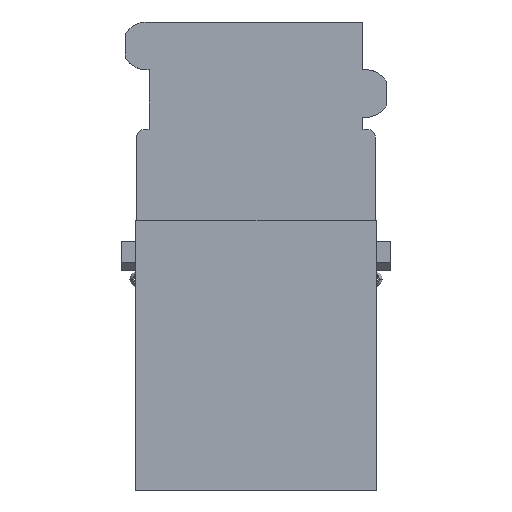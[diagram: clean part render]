
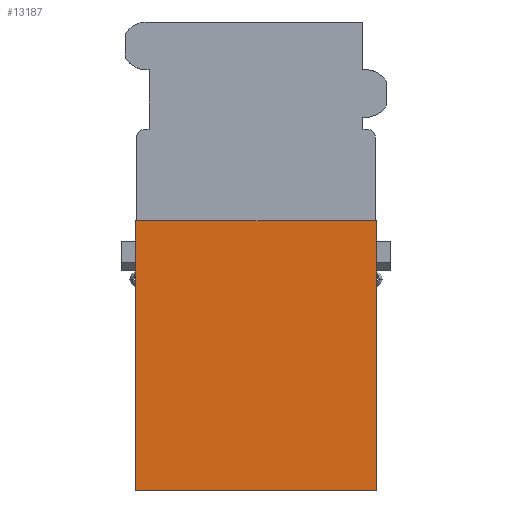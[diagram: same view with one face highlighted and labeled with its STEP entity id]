
A CAD part, left-side view. The second image highlights one B-rep face of the part: STEP entity #13187.
In plain terms, the highlighted planar face has unit normal (-1, 0, 0).
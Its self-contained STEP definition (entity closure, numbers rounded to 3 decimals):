
#13174=AXIS2_PLACEMENT_3D('Plane Axis2P3D',#13171,#13172,#13173) ;
#12658=CARTESIAN_POINT('Vertex',(0.,32.075,33.85)) ;
#12700=CARTESIAN_POINT('Vertex',(0.,32.075,0.)) ;
#12703=CARTESIAN_POINT('Line Origine',(0.,32.075,16.925)) ;
#12900=CARTESIAN_POINT('Line Origine',(0.,16.925,33.85)) ;
#12904=CARTESIAN_POINT('Vertex',(0.,1.775,33.85)) ;
#13050=CARTESIAN_POINT('Vertex',(0.,1.775,0.)) ;
#13053=CARTESIAN_POINT('Line Origine',(0.,16.925,0.)) ;
#13171=CARTESIAN_POINT('Axis2P3D Location',(0.,31.925,14.85)) ;
#13176=CARTESIAN_POINT('Line Origine',(0.,1.775,16.925)) ;
#12704=DIRECTION('Vector Direction',(0.,0.,-1.)) ;
#12901=DIRECTION('Vector Direction',(0.,-1.,0.)) ;
#13054=DIRECTION('Vector Direction',(0.,1.,0.)) ;
#13172=DIRECTION('Axis2P3D Direction',(1.,0.,0.)) ;
#13173=DIRECTION('Axis2P3D XDirection',(0.,1.,0.)) ;
#13177=DIRECTION('Vector Direction',(0.,0.,1.)) ;
#12705=VECTOR('Line Direction',#12704,1.) ;
#12902=VECTOR('Line Direction',#12901,1.) ;
#13055=VECTOR('Line Direction',#13054,1.) ;
#13178=VECTOR('Line Direction',#13177,1.) ;
#13182=ORIENTED_EDGE('',*,*,#12906,.F.) ;
#13183=ORIENTED_EDGE('',*,*,#12707,.T.) ;
#13184=ORIENTED_EDGE('',*,*,#13057,.F.) ;
#13185=ORIENTED_EDGE('',*,*,#13180,.T.) ;
#13187=ADVANCED_FACE('Hauptk\X2\00F6\X0\rper',(#13186),#13175,.F.) ;
#12707=EDGE_CURVE('',#12659,#12701,#12706,.T.) ;
#12906=EDGE_CURVE('',#12659,#12905,#12903,.T.) ;
#13057=EDGE_CURVE('',#13051,#12701,#13056,.T.) ;
#13180=EDGE_CURVE('',#13051,#12905,#13179,.T.) ;
#13181=EDGE_LOOP('',(#13182,#13183,#13184,#13185)) ;
#13186=FACE_OUTER_BOUND('',#13181,.T.) ;
#12706=LINE('Line',#12703,#12705) ;
#12903=LINE('Line',#12900,#12902) ;
#13056=LINE('Line',#13053,#13055) ;
#13179=LINE('Line',#13176,#13178) ;
#13175=PLANE('',#13174) ;
#12659=VERTEX_POINT('',#12658) ;
#12701=VERTEX_POINT('',#12700) ;
#12905=VERTEX_POINT('',#12904) ;
#13051=VERTEX_POINT('',#13050) ;
